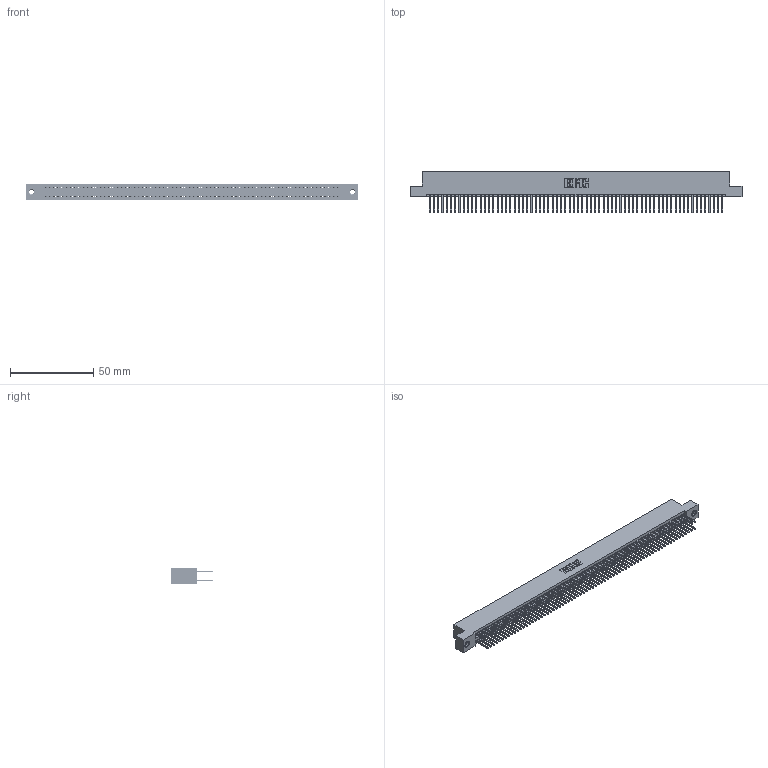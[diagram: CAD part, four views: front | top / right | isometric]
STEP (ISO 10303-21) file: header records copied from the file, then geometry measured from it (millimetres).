
FILE_DESCRIPTION (( 'STEP AP203' ), '1' );
FILE_NAME ('345-140-523-207.STEP', '2018-10-20T22:47:09', ( '' ), ( '' ), 'SwSTEP 2.0', 'SolidWorks 2016', '' );
FILE_SCHEMA (( 'CONFIG_CONTROL_DESIGN' ));
Length unit declared in the file: inch
Products named in the file (4): 345-250-001_345-250-005-103; 345-292-001_345-293-123; 345-140-523-207; 345 Part_Flush Mounting Lugs - 0.156 Dia-TI
Assembly tree (143 placements, depth 2):
  345-140-523-207
    345 Part_Flush Mounting Lugs - 0.156 Dia-TI
    345-292-001_345-293-123  x140
    345-250-001_345-250-005-103  x2
Bounding box: 199.01 x 24.82 x 9.4 mm (x, y, z)
Volume: 1641.4 mm3; surface area: 31215.2 mm2
Topology: 142 solids, 143 shells, 7186 faces, 21337 edges, 14030 vertices
Faces by surface type: plane 4732, cylinder 2438, cone 12, torus 4
Entity records: 52358 total; most frequent: CARTESIAN_POINT 8731, ORIENTED_EDGE 8658, DIRECTION 7691, EDGE_CURVE 4329, VECTOR 3897, LINE 3897, VERTEX_POINT 2880, AXIS2_PLACEMENT_3D 1897
